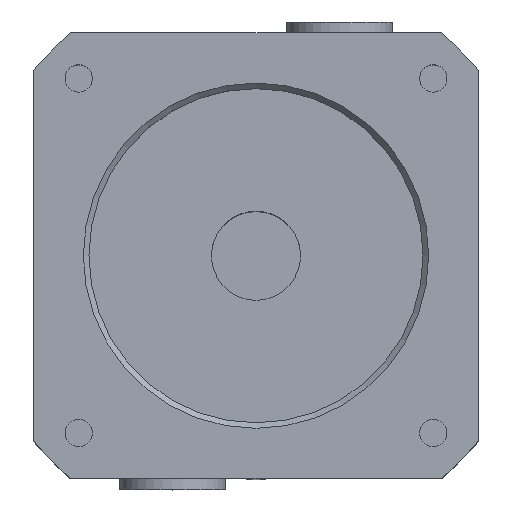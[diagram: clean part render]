
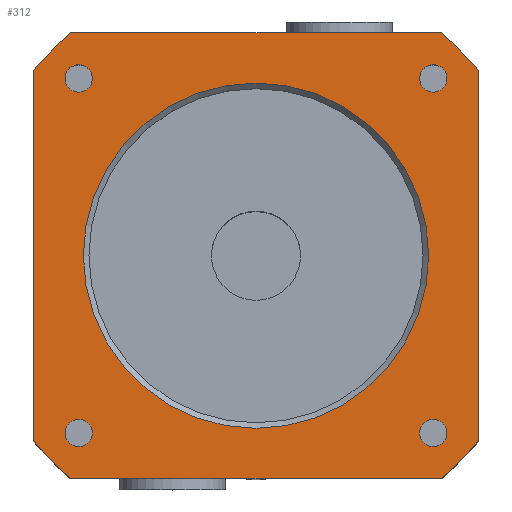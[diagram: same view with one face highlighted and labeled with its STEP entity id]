
A CAD part, top view. The second image highlights one B-rep face of the part: STEP entity #312.
In plain terms, the highlighted planar face has unit normal (0, 0, 1).
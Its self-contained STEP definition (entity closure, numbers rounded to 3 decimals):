
#158=CARTESIAN_POINT('',(15.5,0.,72.5));
#159=VERTEX_POINT('',#158);
#160=CARTESIAN_POINT('',(0.0,0.0,72.5));
#161=DIRECTION('',(0.0,0.0,1.0));
#162=DIRECTION('',(-1.0,0.0,0.0));
#163=AXIS2_PLACEMENT_3D('',#160,#161,#162);
#164=CIRCLE('',#163,15.5);
#165=EDGE_CURVE('',#159,#159,#164,.T.);
#190=CARTESIAN_POINT('',(0.,0.,72.5));
#191=DIRECTION('',(0.0,0.0,1.0));
#192=DIRECTION('',(1.0,0.0,0.0));
#193=AXIS2_PLACEMENT_3D('',#190,#191,#192);
#194=PLANE('',#193);
#195=CARTESIAN_POINT('',(-20.,16.613,72.5));
#196=VERTEX_POINT('',#195);
#197=CARTESIAN_POINT('',(-16.613,20.0,72.5));
#198=VERTEX_POINT('',#197);
#199=CARTESIAN_POINT('',(0.0,0.0,72.5));
#200=DIRECTION('',(0.0,0.0,-1.0));
#201=DIRECTION('',(-0.639,0.769,0.0));
#202=AXIS2_PLACEMENT_3D('',#199,#200,#201);
#203=CIRCLE('',#202,26.);
#204=EDGE_CURVE('',#196,#198,#203,.T.);
#205=ORIENTED_EDGE('',*,*,#204,.F.);
#206=CARTESIAN_POINT('',(-20.,-16.613,72.5));
#207=VERTEX_POINT('',#206);
#208=CARTESIAN_POINT('',(-20.,-16.613,72.5));
#209=DIRECTION('',(0.0,1.0,0.0));
#210=VECTOR('',#209,33.226);
#211=LINE('',#208,#210);
#212=EDGE_CURVE('',#207,#196,#211,.T.);
#213=ORIENTED_EDGE('',*,*,#212,.F.);
#214=CARTESIAN_POINT('',(-16.613,-20.,72.5));
#215=VERTEX_POINT('',#214);
#216=CARTESIAN_POINT('',(0.0,0.0,72.5));
#217=DIRECTION('',(0.0,0.0,-1.0));
#218=DIRECTION('',(-0.769,-0.639,0.0));
#219=AXIS2_PLACEMENT_3D('',#216,#217,#218);
#220=CIRCLE('',#219,26.);
#221=EDGE_CURVE('',#215,#207,#220,.T.);
#222=ORIENTED_EDGE('',*,*,#221,.F.);
#223=CARTESIAN_POINT('',(16.613,-20.,72.5));
#224=VERTEX_POINT('',#223);
#225=CARTESIAN_POINT('',(16.613,-20.0,72.5));
#226=DIRECTION('',(-1.0,0.0,0.0));
#227=VECTOR('',#226,33.226);
#228=LINE('',#225,#227);
#229=EDGE_CURVE('',#224,#215,#228,.T.);
#230=ORIENTED_EDGE('',*,*,#229,.F.);
#231=CARTESIAN_POINT('',(20.0,-16.613,72.5));
#232=VERTEX_POINT('',#231);
#233=CARTESIAN_POINT('',(0.0,0.0,72.5));
#234=DIRECTION('',(0.0,0.0,-1.0));
#235=DIRECTION('',(0.639,-0.769,0.0));
#236=AXIS2_PLACEMENT_3D('',#233,#234,#235);
#237=CIRCLE('',#236,26.);
#238=EDGE_CURVE('',#232,#224,#237,.T.);
#239=ORIENTED_EDGE('',*,*,#238,.F.);
#240=CARTESIAN_POINT('',(20.,16.613,72.5));
#241=VERTEX_POINT('',#240);
#242=CARTESIAN_POINT('',(20.,16.613,72.5));
#243=DIRECTION('',(0.0,-1.0,0.0));
#244=VECTOR('',#243,33.226);
#245=LINE('',#242,#244);
#246=EDGE_CURVE('',#241,#232,#245,.T.);
#247=ORIENTED_EDGE('',*,*,#246,.F.);
#248=CARTESIAN_POINT('',(16.613,20.,72.5));
#249=VERTEX_POINT('',#248);
#250=CARTESIAN_POINT('',(0.0,0.0,72.5));
#251=DIRECTION('',(0.0,0.0,-1.0));
#252=DIRECTION('',(0.769,0.639,0.0));
#253=AXIS2_PLACEMENT_3D('',#250,#251,#252);
#254=CIRCLE('',#253,26.0);
#255=EDGE_CURVE('',#249,#241,#254,.T.);
#256=ORIENTED_EDGE('',*,*,#255,.F.);
#257=CARTESIAN_POINT('',(-16.613,20.0,72.5));
#258=DIRECTION('',(1.0,0.0,0.0));
#259=VECTOR('',#258,33.226);
#260=LINE('',#257,#259);
#261=EDGE_CURVE('',#198,#249,#260,.T.);
#262=ORIENTED_EDGE('',*,*,#261,.F.);
#263=EDGE_LOOP('',(#205,#213,#222,#230,#239,#247,#256,#262));
#264=FACE_OUTER_BOUND('',#263,.T.);
#265=CARTESIAN_POINT('',(17.139,15.91,72.5));
#266=VERTEX_POINT('',#265);
#267=CARTESIAN_POINT('',(15.91,15.91,72.5));
#268=DIRECTION('',(0.0,0.0,-1.0));
#269=DIRECTION('',(1.0,0.0,0.0));
#270=AXIS2_PLACEMENT_3D('',#267,#268,#269);
#271=CIRCLE('',#270,1.23);
#272=EDGE_CURVE('',#266,#266,#271,.T.);
#273=ORIENTED_EDGE('',*,*,#272,.T.);
#274=EDGE_LOOP('',(#273));
#275=FACE_BOUND('',#274,.T.);
#276=CARTESIAN_POINT('',(-14.68,15.91,72.5));
#277=VERTEX_POINT('',#276);
#278=CARTESIAN_POINT('',(-15.91,15.91,72.5));
#279=DIRECTION('',(0.0,0.0,-1.0));
#280=DIRECTION('',(1.0,0.0,0.0));
#281=AXIS2_PLACEMENT_3D('',#278,#279,#280);
#282=CIRCLE('',#281,1.23);
#283=EDGE_CURVE('',#277,#277,#282,.T.);
#284=ORIENTED_EDGE('',*,*,#283,.T.);
#285=EDGE_LOOP('',(#284));
#286=FACE_BOUND('',#285,.T.);
#287=CARTESIAN_POINT('',(-14.68,-15.91,72.5));
#288=VERTEX_POINT('',#287);
#289=CARTESIAN_POINT('',(-15.91,-15.91,72.5));
#290=DIRECTION('',(0.0,0.0,-1.0));
#291=DIRECTION('',(1.0,0.0,0.0));
#292=AXIS2_PLACEMENT_3D('',#289,#290,#291);
#293=CIRCLE('',#292,1.23);
#294=EDGE_CURVE('',#288,#288,#293,.T.);
#295=ORIENTED_EDGE('',*,*,#294,.T.);
#296=EDGE_LOOP('',(#295));
#297=FACE_BOUND('',#296,.T.);
#298=CARTESIAN_POINT('',(17.139,-15.91,72.5));
#299=VERTEX_POINT('',#298);
#300=CARTESIAN_POINT('',(15.91,-15.91,72.5));
#301=DIRECTION('',(0.0,0.0,-1.0));
#302=DIRECTION('',(1.0,0.0,0.0));
#303=AXIS2_PLACEMENT_3D('',#300,#301,#302);
#304=CIRCLE('',#303,1.23);
#305=EDGE_CURVE('',#299,#299,#304,.T.);
#306=ORIENTED_EDGE('',*,*,#305,.T.);
#307=EDGE_LOOP('',(#306));
#308=FACE_BOUND('',#307,.T.);
#309=ORIENTED_EDGE('',*,*,#165,.F.);
#310=EDGE_LOOP('',(#309));
#311=FACE_BOUND('',#310,.T.);
#312=ADVANCED_FACE('',(#264,#275,#286,#297,#308,#311),#194,.T.);
